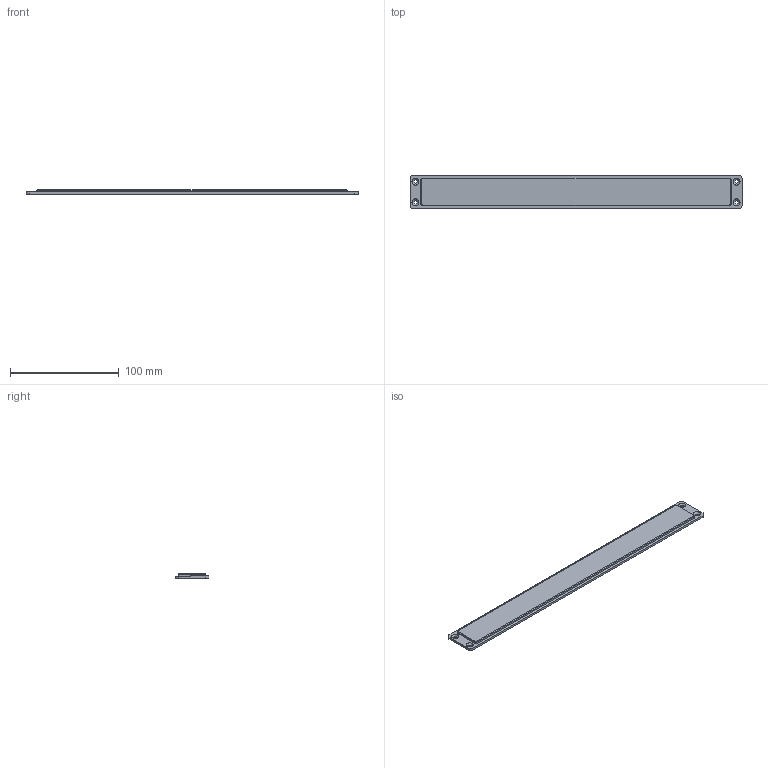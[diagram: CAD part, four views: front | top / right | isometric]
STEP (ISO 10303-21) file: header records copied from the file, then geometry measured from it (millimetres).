
FILE_DESCRIPTION(('HOOPS Exchange Step'),'2;1');
FILE_NAME('export-84354681-E1A6-41C8-9F7F-C2D2515D9F6D.stp','2021-05-25T20:30:08+20:00',('xyz'),('Alibre'),'HOOPS Exchange 2021.0','Alibre','Unknown authorisation');
FILE_SCHEMA( ('AP242_MANAGED_MODEL_BASED_3D_ENGINEERING_MIM_LF {1 0 10303 442 1 1 4 }') );
Length unit declared in the file: millimetre
Products named in the file (2): weight-outside; weight-outside-FLAT
Assembly tree (1 placements, depth 2):
  weight-outside-FLAT
    weight-outside
Bounding box: 305 x 31 x 4 mm (x, y, z)
Volume: 32928.8 mm3; surface area: 21268.9 mm2
Topology: 1 solids, 1 shells, 35 faces, 88 edges, 56 vertices
Faces by surface type: plane 15, cylinder 12, cone 8
Full cylindrical faces by diameter (mm): 3.4 x4
Entity records: 1129 total; most frequent: DIRECTION 204, CARTESIAN_POINT 184, ORIENTED_EDGE 176, EDGE_CURVE 88, AXIS2_PLACEMENT_3D 76, VERTEX_POINT 56, VECTOR 52, LINE 52
